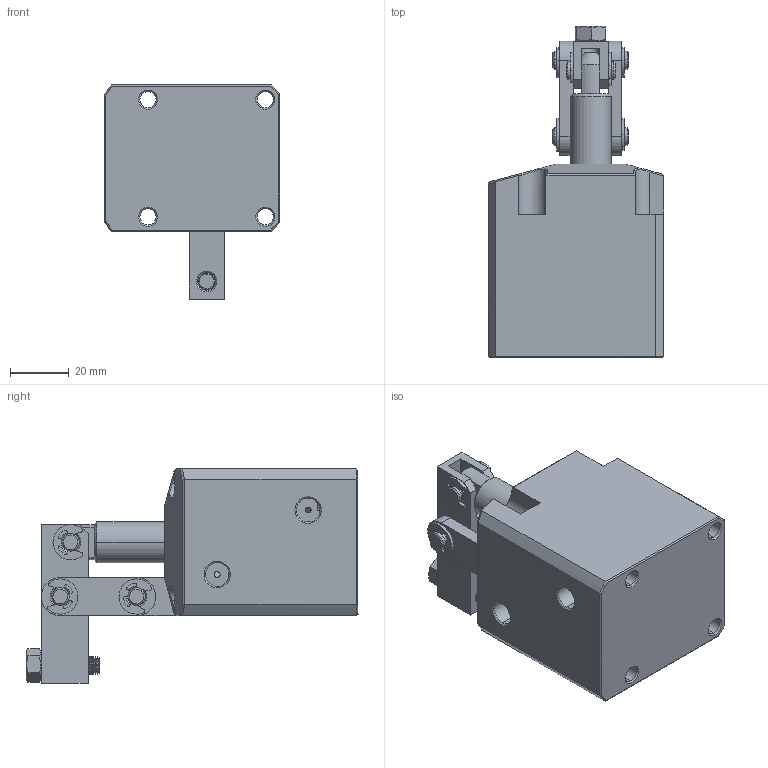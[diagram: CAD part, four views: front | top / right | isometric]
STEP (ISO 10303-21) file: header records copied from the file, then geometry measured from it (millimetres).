
FILE_DESCRIPTION (( 'STEP AP214' ), '1' );
FILE_NAME ('CBLU-30L杆杆式油压缸三维图.STEP', '2019-04-23T06:01:23', ( '' ), ( '' ), 'SwSTEP 2.0', 'SolidWorks 2016', '' );
FILE_SCHEMA (( 'AUTOMOTIVE_DESIGN' ));
Length unit declared in the file: millimetre
Products named in the file (10): 30揤啣_1_1; 30ｻ鏸鄕ﾋ_1_1_1_1; 30傻种粣_2_1; e rings gb_GB_CONNECTING_PIECE_RINGS_HR 6_1_1_1; ｳ､ﾏ晗畧1_1_1; hexagon socket head cap screws gb_GB_FASTENER_SCREWS_HSHCS M6X25-S_1_1_1; hex nuts, style 1-grades ab gb_GB_FASTENER_NUT_SNAB1 M6-N_1_1; 30蟀裝_2_1; ｱｾﾌ蕕L_1_2_1; CBLU-30L杆杆式油压缸三维图
Assembly tree (16 placements, depth 2):
  CBLU-30L杆杆式油压缸三维图
    ｱｾﾌ蕕L_1_2_1
    30蟀裝_2_1  x2
    hex nuts, style 1-grades ab gb_GB_FASTENER_NUT_SNAB1 M6-N_1_1
    hexagon socket head cap screws gb_GB_FASTENER_SCREWS_HSHCS M6X25-S_1_1_1
    ｳ､ﾏ晗畧1_1_1  x2
    e rings gb_GB_CONNECTING_PIECE_RINGS_HR 6_1_1_1  x6
    30傻种粣_2_1
    30ｻ鏸鄕ﾋ_1_1_1_1
    30揤啣_1_1
Bounding box: 60 x 113.2 x 73 mm (x, y, z)
Volume: 185528.7 mm3; surface area: 45726.7 mm2
Topology: 17 solids, 17 shells, 681 faces, 1685 edges, 1055 vertices
Faces by surface type: cylinder 268, cone 238, plane 163, bspline 12
Entity records: 16903 total; most frequent: CARTESIAN_POINT 3809, DIRECTION 2871, ORIENTED_EDGE 2544, EDGE_CURVE 1272, AXIS2_PLACEMENT_3D 1140, VERTEX_POINT 783, CIRCLE 611, VECTOR 591
